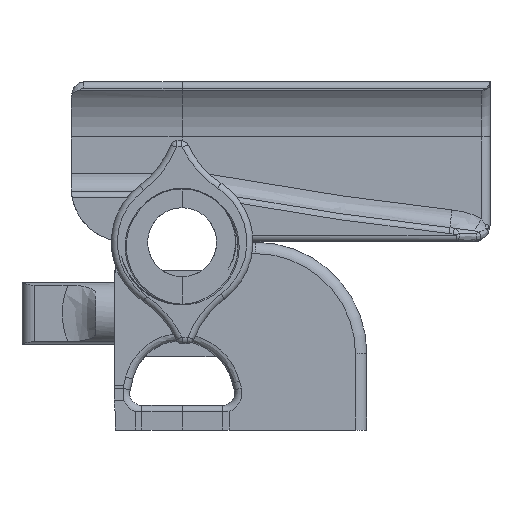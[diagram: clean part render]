
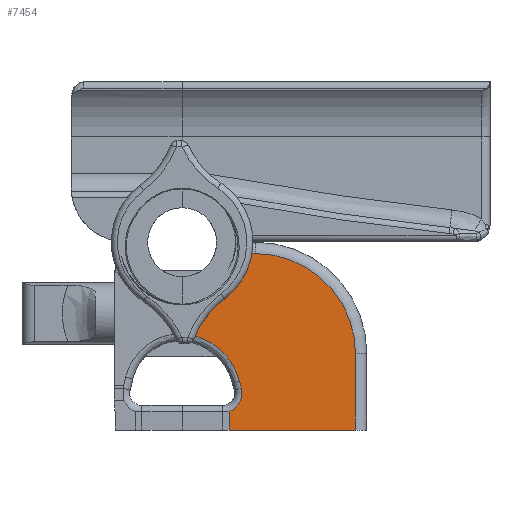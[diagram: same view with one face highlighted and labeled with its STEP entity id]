
A CAD part, left-side view. The second image highlights one B-rep face of the part: STEP entity #7454.
In plain terms, the highlighted planar face has unit normal (-1, 0, 0).
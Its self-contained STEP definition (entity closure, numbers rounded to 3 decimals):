
#181=PLANE('',#8020);
#404=FACE_OUTER_BOUND('',#850,.T.);
#850=EDGE_LOOP('',(#5231,#5232,#5233,#5234,#5235,#5236,#5237,#5238,#5239,
#5240,#5241));
#1296=CIRCLE('',#7973,3.2);
#1300=CIRCLE('',#7978,85.724);
#1309=CIRCLE('',#7992,8.1);
#1320=CIRCLE('',#8012,16.238);
#1325=CIRCLE('',#8021,8.1);
#1571=B_SPLINE_CURVE_WITH_KNOTS('',3,(#12691,#12692,#12693,#12694,#12695,
#12696,#12697,#12698,#12699,#12700),.UNSPECIFIED.,.F.,.F.,(4,2,2,2,4),(0.,
0.296,0.613,0.995,1.288),
 .UNSPECIFIED.);
#2040=LINE('',#12507,#2453);
#2064=LINE('',#13082,#2477);
#2068=LINE('',#13116,#2481);
#2069=LINE('',#13118,#2482);
#2070=LINE('',#13119,#2483);
#2453=VECTOR('',#8812,10.);
#2477=VECTOR('',#8922,10.);
#2481=VECTOR('',#8948,10.);
#2482=VECTOR('',#8949,10.);
#2483=VECTOR('',#8950,10.);
#2924=VERTEX_POINT('',#12264);
#2948=VERTEX_POINT('',#12490);
#2951=VERTEX_POINT('',#12500);
#2963=VERTEX_POINT('',#12584);
#2965=VERTEX_POINT('',#12591);
#2966=VERTEX_POINT('',#12644);
#2973=VERTEX_POINT('',#12723);
#3000=VERTEX_POINT('',#13070);
#3001=VERTEX_POINT('',#13081);
#3002=VERTEX_POINT('',#13085);
#3007=VERTEX_POINT('',#13117);
#3777=EDGE_CURVE('',#2948,#2951,#2040,.T.);
#3791=EDGE_CURVE('',#2948,#2963,#1296,.T.);
#3795=EDGE_CURVE('',#2963,#2965,#1300,.T.);
#3798=EDGE_CURVE('',#2965,#2966,#1571,.T.);
#3811=EDGE_CURVE('',#2924,#2973,#1309,.T.);
#3848=EDGE_CURVE('',#3000,#3001,#2064,.T.);
#3850=EDGE_CURVE('',#3001,#3002,#1320,.T.);
#3860=EDGE_CURVE('',#2966,#2973,#2068,.T.);
#3861=EDGE_CURVE('',#3007,#2951,#2069,.T.);
#3862=EDGE_CURVE('',#3002,#3007,#2070,.T.);
#3863=EDGE_CURVE('',#2924,#3000,#1325,.T.);
#5231=ORIENTED_EDGE('',*,*,#3860,.F.);
#5232=ORIENTED_EDGE('',*,*,#3798,.F.);
#5233=ORIENTED_EDGE('',*,*,#3795,.F.);
#5234=ORIENTED_EDGE('',*,*,#3791,.F.);
#5235=ORIENTED_EDGE('',*,*,#3777,.T.);
#5236=ORIENTED_EDGE('',*,*,#3861,.F.);
#5237=ORIENTED_EDGE('',*,*,#3862,.F.);
#5238=ORIENTED_EDGE('',*,*,#3850,.F.);
#5239=ORIENTED_EDGE('',*,*,#3848,.F.);
#5240=ORIENTED_EDGE('',*,*,#3863,.F.);
#5241=ORIENTED_EDGE('',*,*,#3811,.T.);
#7454=ADVANCED_FACE('',(#404),#181,.F.);
#7973=AXIS2_PLACEMENT_3D('',#12585,#8832,#8833);
#7978=AXIS2_PLACEMENT_3D('',#12592,#8842,#8843);
#7992=AXIS2_PLACEMENT_3D('',#12725,#8875,#8876);
#8012=AXIS2_PLACEMENT_3D('',#13086,#8927,#8928);
#8020=AXIS2_PLACEMENT_3D('',#13115,#8946,#8947);
#8021=AXIS2_PLACEMENT_3D('',#13120,#8951,#8952);
#8812=DIRECTION('',(0.,0.,-1.));
#8832=DIRECTION('center_axis',(-1.,0.,0.));
#8833=DIRECTION('ref_axis',(0.,-0.792,-0.611));
#8842=DIRECTION('center_axis',(1.,0.,0.));
#8843=DIRECTION('ref_axis',(0.,0.969,-0.248));
#8875=DIRECTION('center_axis',(1.,0.,0.));
#8876=DIRECTION('ref_axis',(0.,0.,1.));
#8922=DIRECTION('',(0.,-1.,0.));
#8927=DIRECTION('center_axis',(1.,0.,0.));
#8928=DIRECTION('ref_axis',(0.,-0.707,0.707));
#8946=DIRECTION('center_axis',(1.,0.,0.));
#8947=DIRECTION('ref_axis',(0.,0.,-1.));
#8948=DIRECTION('',(0.,0.,1.));
#8949=DIRECTION('',(0.,1.,0.));
#8950=DIRECTION('',(0.,0.,-1.));
#8951=DIRECTION('center_axis',(-1.,0.,0.));
#8952=DIRECTION('ref_axis',(0.,0.,1.));
#12264=CARTESIAN_POINT('',(39.7,-5.653,-1.201));
#12490=CARTESIAN_POINT('',(39.7,-7.632,-22.9));
#12500=CARTESIAN_POINT('',(39.7,-7.632,-25.9));
#12507=CARTESIAN_POINT('',(39.7,-7.632,-22.9));
#12584=CARTESIAN_POINT('',(39.7,-9.613,-19.087));
#12585=CARTESIAN_POINT('Origin',(39.7,-6.518,-19.9));
#12591=CARTESIAN_POINT('',(39.7,-9.333,-17.989));
#12592=CARTESIAN_POINT('Origin',(39.7,-92.524,2.695));
#12644=CARTESIAN_POINT('',(39.7,0.,-10.318));
#12691=CARTESIAN_POINT('Ctrl Pts',(39.7,-9.333,-17.989));
#12692=CARTESIAN_POINT('Ctrl Pts',(39.7,-9.095,-17.032));
#12693=CARTESIAN_POINT('Ctrl Pts',(39.7,-8.705,-16.101));
#12694=CARTESIAN_POINT('Ctrl Pts',(39.7,-7.649,-14.353));
#12695=CARTESIAN_POINT('Ctrl Pts',(39.7,-6.956,-13.53));
#12696=CARTESIAN_POINT('Ctrl Pts',(39.7,-5.203,-11.991));
#12697=CARTESIAN_POINT('Ctrl Pts',(39.7,-4.074,-11.313));
#12698=CARTESIAN_POINT('Ctrl Pts',(39.7,-1.963,-10.531));
#12699=CARTESIAN_POINT('Ctrl Pts',(39.7,-0.978,
-10.327));
#12700=CARTESIAN_POINT('Ctrl Pts',(39.7,0.,
-10.318));
#12723=CARTESIAN_POINT('',(39.7,0.,-3.5));
#12725=CARTESIAN_POINT('Origin',(39.7,0.,
4.6));
#13070=CARTESIAN_POINT('',(39.7,-7.887,2.754));
#13081=CARTESIAN_POINT('',(39.7,-11.916,2.754));
#13082=CARTESIAN_POINT('',(39.7,0.,2.754));
#13085=CARTESIAN_POINT('',(39.7,-28.154,-13.484));
#13086=CARTESIAN_POINT('Origin',(39.7,-11.916,-13.484));
#13115=CARTESIAN_POINT('Origin',(39.7,0.,-48.4));
#13116=CARTESIAN_POINT('',(39.7,0.,-22.689));
#13117=CARTESIAN_POINT('',(39.7,-28.154,-25.9));
#13118=CARTESIAN_POINT('',(39.7,-25.728,-25.9));
#13119=CARTESIAN_POINT('',(39.7,-28.154,-22.9));
#13120=CARTESIAN_POINT('Origin',(39.7,0.,
4.6));
